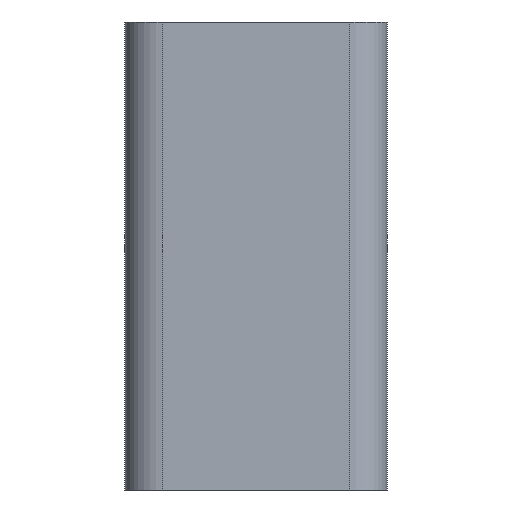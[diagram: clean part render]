
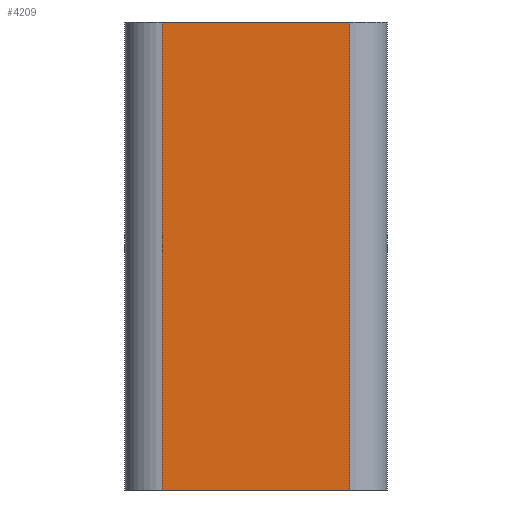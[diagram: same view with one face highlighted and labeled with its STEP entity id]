
A CAD part, left-side view. The second image highlights one B-rep face of the part: STEP entity #4209.
In plain terms, the highlighted planar face has unit normal (-1, 0, 0).
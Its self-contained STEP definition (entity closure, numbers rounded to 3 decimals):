
#82 = VECTOR ( 'NONE', #2186, 1000. ) ;
#535 = CARTESIAN_POINT ( 'NONE',  ( -120., 10., 25. ) ) ;
#585 = VERTEX_POINT ( 'NONE', #535 ) ;
#656 = CARTESIAN_POINT ( 'NONE',  ( -120., 10., 25. ) ) ;
#729 = ORIENTED_EDGE ( 'NONE', *, *, #7110, .T. ) ;
#806 = DIRECTION ( 'NONE',  ( 0., 0., -1. ) ) ;
#960 = LINE ( 'NONE', #2719, #82 ) ;
#1191 = PLANE ( 'NONE',  #6275 ) ;
#1265 = LINE ( 'NONE', #656, #1929 ) ;
#1315 = VECTOR ( 'NONE', #806, 1000. ) ;
#1379 = LINE ( 'NONE', #6045, #1315 ) ;
#1707 = ORIENTED_EDGE ( 'NONE', *, *, #7358, .T. ) ;
#1804 = FACE_OUTER_BOUND ( 'NONE', #7443, .T. ) ;
#1929 = VECTOR ( 'NONE', #2986, 1000. ) ;
#1956 = CARTESIAN_POINT ( 'NONE',  ( -120., -10., 25. ) ) ;
#2186 = DIRECTION ( 'NONE',  ( 0., -1., 0. ) ) ;
#2322 = CARTESIAN_POINT ( 'NONE',  ( -120., 10., -25. ) ) ;
#2326 = VERTEX_POINT ( 'NONE', #4790 ) ;
#2491 = LINE ( 'NONE', #1956, #4290 ) ;
#2688 = EDGE_CURVE ( 'NONE', #4517, #2326, #2491, .T. ) ;
#2719 = CARTESIAN_POINT ( 'NONE',  ( -120., 10., -25. ) ) ;
#2986 = DIRECTION ( 'NONE',  ( 0., -1., 0. ) ) ;
#3075 = ORIENTED_EDGE ( 'NONE', *, *, #7314, .F. ) ;
#3437 = DIRECTION ( 'NONE',  ( 1., 0., 0. ) ) ;
#4209 = ADVANCED_FACE ( 'NONE', ( #1804 ), #1191, .F. ) ;
#4290 = VECTOR ( 'NONE', #7234, 1000. ) ;
#4517 = VERTEX_POINT ( 'NONE', #5614 ) ;
#4736 = DIRECTION ( 'NONE',  ( 0., 1., 0. ) ) ;
#4790 = CARTESIAN_POINT ( 'NONE',  ( -120., -10., -25. ) ) ;
#5279 = CARTESIAN_POINT ( 'NONE',  ( -120., 10., 25. ) ) ;
#5614 = CARTESIAN_POINT ( 'NONE',  ( -120., -10., 25. ) ) ;
#5778 = ORIENTED_EDGE ( 'NONE', *, *, #2688, .F. ) ;
#6045 = CARTESIAN_POINT ( 'NONE',  ( -120., 10., 25. ) ) ;
#6275 = AXIS2_PLACEMENT_3D ( 'NONE', #5279, #3437, #4736 ) ;
#6480 = VERTEX_POINT ( 'NONE', #2322 ) ;
#7110 = EDGE_CURVE ( 'NONE', #6480, #2326, #960, .T. ) ;
#7234 = DIRECTION ( 'NONE',  ( 0., 0., -1. ) ) ;
#7314 = EDGE_CURVE ( 'NONE', #585, #4517, #1265, .T. ) ;
#7358 = EDGE_CURVE ( 'NONE', #585, #6480, #1379, .T. ) ;
#7443 = EDGE_LOOP ( 'NONE', ( #729, #5778, #3075, #1707 ) ) ;
